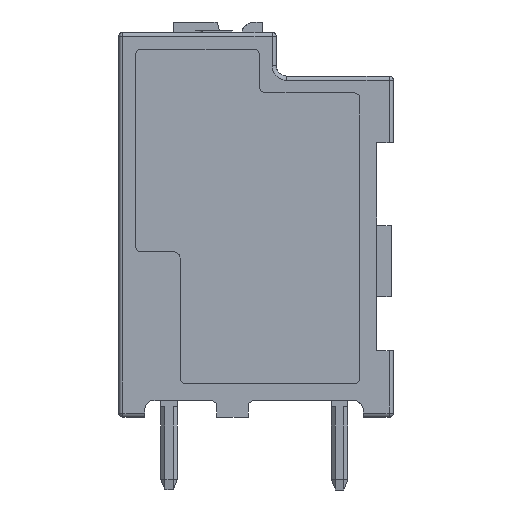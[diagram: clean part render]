
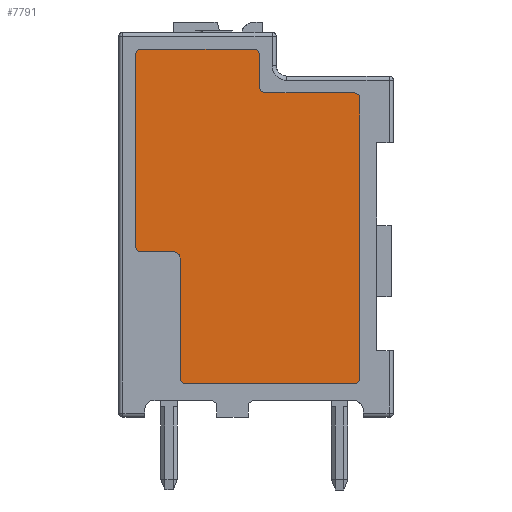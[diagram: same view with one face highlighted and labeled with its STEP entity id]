
A CAD part, left-side view. The second image highlights one B-rep face of the part: STEP entity #7791.
In plain terms, the highlighted planar face has unit normal (-1, 0, 0).
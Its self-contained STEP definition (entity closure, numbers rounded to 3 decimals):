
#86=AXIS2_PLACEMENT_3D('Circle Axis2P3D',#84,#85,$) ;
#191=AXIS2_PLACEMENT_3D('Circle Axis2P3D',#189,#190,$) ;
#273=AXIS2_PLACEMENT_3D('Circle Axis2P3D',#271,#272,$) ;
#7583=AXIS2_PLACEMENT_3D('Circle Axis2P3D',#7581,#7582,$) ;
#7633=AXIS2_PLACEMENT_3D('Circle Axis2P3D',#7631,#7632,$) ;
#7701=AXIS2_PLACEMENT_3D('Circle Axis2P3D',#7699,#7700,$) ;
#7719=AXIS2_PLACEMENT_3D('Circle Axis2P3D',#7717,#7718,$) ;
#7757=AXIS2_PLACEMENT_3D('Circle Axis2P3D',#7755,#7756,$) ;
#7771=AXIS2_PLACEMENT_3D('Plane Axis2P3D',#7768,#7769,#7770) ;
#40=CARTESIAN_POINT('Vertex',(0.8,12.4,11.75)) ;
#45=CARTESIAN_POINT('Line Origine',(0.8,12.4,16.325)) ;
#49=CARTESIAN_POINT('Vertex',(0.8,12.4,20.9)) ;
#84=CARTESIAN_POINT('Axis2P3D Location',(0.8,12.1,11.75)) ;
#88=CARTESIAN_POINT('Vertex',(0.8,12.1,11.45)) ;
#116=CARTESIAN_POINT('Line Origine',(0.8,11.325,11.45)) ;
#120=CARTESIAN_POINT('Vertex',(0.8,10.55,11.45)) ;
#148=CARTESIAN_POINT('Line Origine',(0.8,10.25,8.275)) ;
#152=CARTESIAN_POINT('Vertex',(0.8,10.25,11.15)) ;
#154=CARTESIAN_POINT('Vertex',(0.8,10.25,5.4)) ;
#189=CARTESIAN_POINT('Axis2P3D Location',(0.8,9.95,5.4)) ;
#193=CARTESIAN_POINT('Vertex',(0.8,9.95,5.1)) ;
#227=CARTESIAN_POINT('Vertex',(0.8,1.6,5.4)) ;
#241=CARTESIAN_POINT('Vertex',(0.8,1.6,18.8)) ;
#244=CARTESIAN_POINT('Line Origine',(0.8,1.6,12.1)) ;
#268=CARTESIAN_POINT('Vertex',(0.8,6.43,19.4)) ;
#271=CARTESIAN_POINT('Axis2P3D Location',(0.8,6.13,19.4)) ;
#275=CARTESIAN_POINT('Vertex',(0.8,6.13,19.1)) ;
#7581=CARTESIAN_POINT('Axis2P3D Location',(0.8,12.1,20.9)) ;
#7585=CARTESIAN_POINT('Vertex',(0.8,12.1,21.2)) ;
#7606=CARTESIAN_POINT('Line Origine',(0.8,9.415,21.2)) ;
#7610=CARTESIAN_POINT('Vertex',(0.8,6.73,21.2)) ;
#7631=CARTESIAN_POINT('Axis2P3D Location',(0.8,6.73,20.9)) ;
#7635=CARTESIAN_POINT('Vertex',(0.8,6.43,20.9)) ;
#7656=CARTESIAN_POINT('Line Origine',(0.8,6.43,20.15)) ;
#7674=CARTESIAN_POINT('Line Origine',(0.8,4.015,19.1)) ;
#7678=CARTESIAN_POINT('Vertex',(0.8,1.9,19.1)) ;
#7699=CARTESIAN_POINT('Axis2P3D Location',(0.8,1.9,18.8)) ;
#7717=CARTESIAN_POINT('Axis2P3D Location',(0.8,1.9,5.4)) ;
#7721=CARTESIAN_POINT('Vertex',(0.8,1.9,5.1)) ;
#7737=CARTESIAN_POINT('Line Origine',(0.8,5.925,5.1)) ;
#7755=CARTESIAN_POINT('Axis2P3D Location',(0.8,10.55,11.15)) ;
#7768=CARTESIAN_POINT('Axis2P3D Location',(0.8,21.33,-6.45)) ;
#46=DIRECTION('Vector Direction',(0.,0.,-1.)) ;
#85=DIRECTION('Axis2P3D Direction',(-1.,0.,0.)) ;
#117=DIRECTION('Vector Direction',(0.,-1.,0.)) ;
#149=DIRECTION('Vector Direction',(0.,0.,-1.)) ;
#190=DIRECTION('Axis2P3D Direction',(-1.,0.,0.)) ;
#245=DIRECTION('Vector Direction',(0.,0.,1.)) ;
#272=DIRECTION('Axis2P3D Direction',(1.,0.,0.)) ;
#7582=DIRECTION('Axis2P3D Direction',(1.,0.,0.)) ;
#7607=DIRECTION('Vector Direction',(0.,-1.,0.)) ;
#7632=DIRECTION('Axis2P3D Direction',(1.,0.,-0.)) ;
#7657=DIRECTION('Vector Direction',(0.,0.,-1.)) ;
#7675=DIRECTION('Vector Direction',(0.,-1.,0.)) ;
#7700=DIRECTION('Axis2P3D Direction',(1.,0.,-0.)) ;
#7718=DIRECTION('Axis2P3D Direction',(1.,0.,0.)) ;
#7738=DIRECTION('Vector Direction',(0.,1.,0.)) ;
#7756=DIRECTION('Axis2P3D Direction',(-1.,0.,0.)) ;
#7769=DIRECTION('Axis2P3D Direction',(-1.,0.,0.)) ;
#7770=DIRECTION('Axis2P3D XDirection',(0.,-1.,0.)) ;
#47=VECTOR('Line Direction',#46,1.) ;
#118=VECTOR('Line Direction',#117,1.) ;
#150=VECTOR('Line Direction',#149,1.) ;
#246=VECTOR('Line Direction',#245,1.) ;
#7608=VECTOR('Line Direction',#7607,1.) ;
#7658=VECTOR('Line Direction',#7657,1.) ;
#7676=VECTOR('Line Direction',#7675,1.) ;
#7739=VECTOR('Line Direction',#7738,1.) ;
#7774=ORIENTED_EDGE('',*,*,#51,.T.) ;
#7775=ORIENTED_EDGE('',*,*,#90,.T.) ;
#7776=ORIENTED_EDGE('',*,*,#122,.T.) ;
#7777=ORIENTED_EDGE('',*,*,#7759,.F.) ;
#7778=ORIENTED_EDGE('',*,*,#156,.T.) ;
#7779=ORIENTED_EDGE('',*,*,#195,.T.) ;
#7780=ORIENTED_EDGE('',*,*,#7741,.F.) ;
#7781=ORIENTED_EDGE('',*,*,#7723,.F.) ;
#7782=ORIENTED_EDGE('',*,*,#248,.T.) ;
#7783=ORIENTED_EDGE('',*,*,#7703,.F.) ;
#7784=ORIENTED_EDGE('',*,*,#7680,.F.) ;
#7785=ORIENTED_EDGE('',*,*,#277,.T.) ;
#7786=ORIENTED_EDGE('',*,*,#7660,.F.) ;
#7787=ORIENTED_EDGE('',*,*,#7637,.F.) ;
#7788=ORIENTED_EDGE('',*,*,#7612,.F.) ;
#7789=ORIENTED_EDGE('',*,*,#7587,.F.) ;
#7791=ADVANCED_FACE('model',(#7790),#7772,.T.) ;
#87=CIRCLE('generated circle',#86,0.3) ;
#192=CIRCLE('generated circle',#191,0.3) ;
#274=CIRCLE('generated circle',#273,0.3) ;
#7584=CIRCLE('generated circle',#7583,0.3) ;
#7634=CIRCLE('generated circle',#7633,0.3) ;
#7702=CIRCLE('generated circle',#7701,0.3) ;
#7720=CIRCLE('generated circle',#7719,0.3) ;
#7758=CIRCLE('generated circle',#7757,0.3) ;
#51=EDGE_CURVE('',#50,#41,#48,.T.) ;
#90=EDGE_CURVE('',#41,#89,#87,.T.) ;
#122=EDGE_CURVE('',#89,#121,#119,.T.) ;
#156=EDGE_CURVE('',#153,#155,#151,.T.) ;
#195=EDGE_CURVE('',#155,#194,#192,.T.) ;
#248=EDGE_CURVE('',#228,#242,#247,.T.) ;
#277=EDGE_CURVE('',#276,#269,#274,.T.) ;
#7587=EDGE_CURVE('',#50,#7586,#7584,.T.) ;
#7612=EDGE_CURVE('',#7586,#7611,#7609,.T.) ;
#7637=EDGE_CURVE('',#7611,#7636,#7634,.T.) ;
#7660=EDGE_CURVE('',#7636,#269,#7659,.T.) ;
#7680=EDGE_CURVE('',#276,#7679,#7677,.T.) ;
#7703=EDGE_CURVE('',#7679,#242,#7702,.T.) ;
#7723=EDGE_CURVE('',#228,#7722,#7720,.T.) ;
#7741=EDGE_CURVE('',#7722,#194,#7740,.T.) ;
#7759=EDGE_CURVE('',#153,#121,#7758,.T.) ;
#7773=EDGE_LOOP('',(#7774,#7775,#7776,#7777,#7778,#7779,#7780,#7781,#7782,#7783,#7784,#7785,#7786,#7787,#7788,#7789)) ;
#7790=FACE_OUTER_BOUND('',#7773,.T.) ;
#48=LINE('Line',#45,#47) ;
#119=LINE('Line',#116,#118) ;
#151=LINE('Line',#148,#150) ;
#247=LINE('Line',#244,#246) ;
#7609=LINE('Line',#7606,#7608) ;
#7659=LINE('Line',#7656,#7658) ;
#7677=LINE('Line',#7674,#7676) ;
#7740=LINE('Line',#7737,#7739) ;
#7772=PLANE('',#7771) ;
#41=VERTEX_POINT('',#40) ;
#50=VERTEX_POINT('',#49) ;
#89=VERTEX_POINT('',#88) ;
#121=VERTEX_POINT('',#120) ;
#153=VERTEX_POINT('',#152) ;
#155=VERTEX_POINT('',#154) ;
#194=VERTEX_POINT('',#193) ;
#228=VERTEX_POINT('',#227) ;
#242=VERTEX_POINT('',#241) ;
#269=VERTEX_POINT('',#268) ;
#276=VERTEX_POINT('',#275) ;
#7586=VERTEX_POINT('',#7585) ;
#7611=VERTEX_POINT('',#7610) ;
#7636=VERTEX_POINT('',#7635) ;
#7679=VERTEX_POINT('',#7678) ;
#7722=VERTEX_POINT('',#7721) ;
